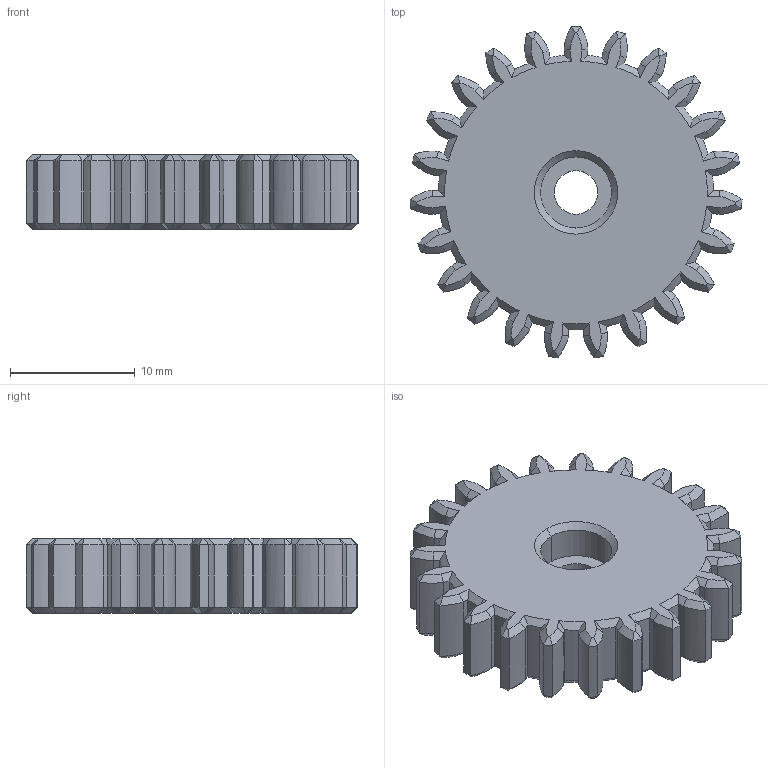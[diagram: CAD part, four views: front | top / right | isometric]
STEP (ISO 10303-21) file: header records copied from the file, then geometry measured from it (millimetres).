
FILE_DESCRIPTION (( 'STEP AP203' ), '1' );
FILE_NAME ('eyelid-servo-gear.step', '2015-02-17T12:48:09', ( 'Cesar' ), ( '' ), 'SwSTEP 2.0', 'SolidWorks 2013', '' );
FILE_SCHEMA (( 'CONFIG_CONTROL_DESIGN' ));
Length unit declared in the file: millimetre
Products named in the file (1): eyelid-servo-gear
Bounding box: 26.64 x 26.58 x 6 mm (x, y, z)
Volume: 2646 mm3; surface area: 1841.6 mm2
Topology: 1 solids, 1 shells, 427 faces, 992 edges, 568 vertices
Faces by surface type: plane 141, bspline 138, cone 98, cylinder 50
Entity records: 34449 total; most frequent: CARTESIAN_POINT 25990, ORIENTED_EDGE 1984, DIRECTION 1308, EDGE_CURVE 992, VERTEX_POINT 568, AXIS2_PLACEMENT_3D 488, B_SPLINE_CURVE_WITH_KNOTS 462, EDGE_LOOP 430
